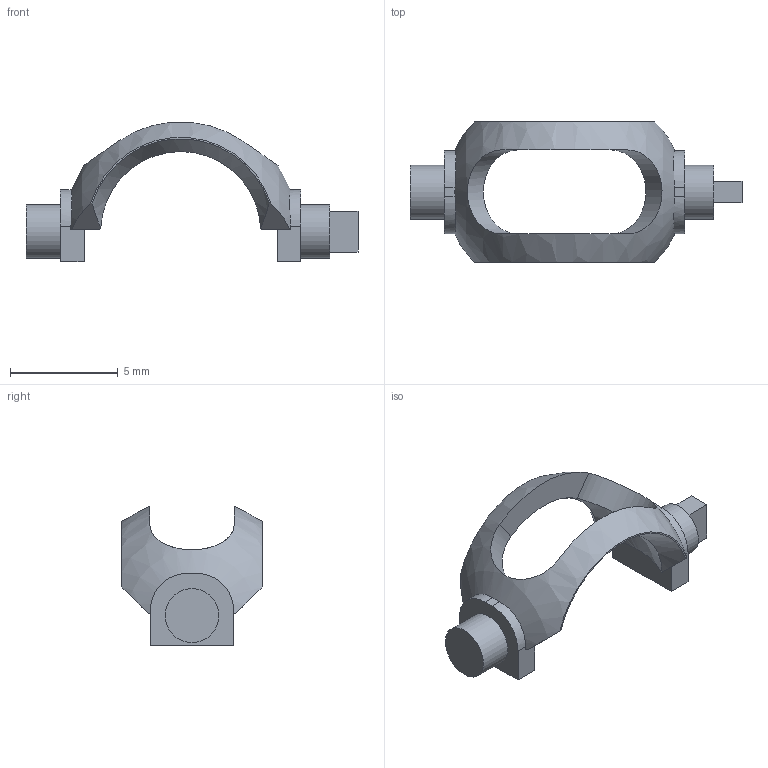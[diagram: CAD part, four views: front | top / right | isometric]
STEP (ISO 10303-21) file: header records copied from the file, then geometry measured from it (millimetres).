
FILE_DESCRIPTION(/* description */ (''),/* implementation_level */ '2;1');
FILE_NAME(/* name */ 'T3-NGCC-GUIDE_Y.stp',/* time_stamp */ '2022-08-31T18:25:06-04:00',/* author */ ('Antoine'),/* organization */ (''),/* preprocessor_version */ 'ST-DEVELOPER v19.2',/* originating_system */ 'AutoCAD Mechanical',/* authorisation */ '');
FILE_SCHEMA (('AUTOMOTIVE_DESIGN { 1 0 10303 214 3 1 1 }'));
Length unit declared in the file: millimetre
Products named in the file (1): Product
Bounding box: 15.4 x 6.5 x 6.47 mm (x, y, z)
Volume: 87.1 mm3; surface area: 233.9 mm2
Topology: 1 solids, 1 shells, 41 faces, 108 edges, 72 vertices
Faces by surface type: plane 29, cylinder 8, sphere 2, cone 2
Full cylindrical faces by diameter (mm): 2.5 x2
Entity records: 1469 total; most frequent: CARTESIAN_POINT 396, DIRECTION 227, ORIENTED_EDGE 216, EDGE_CURVE 108, AXIS2_PLACEMENT_3D 85, VERTEX_POINT 72, LINE 57, VECTOR 57
